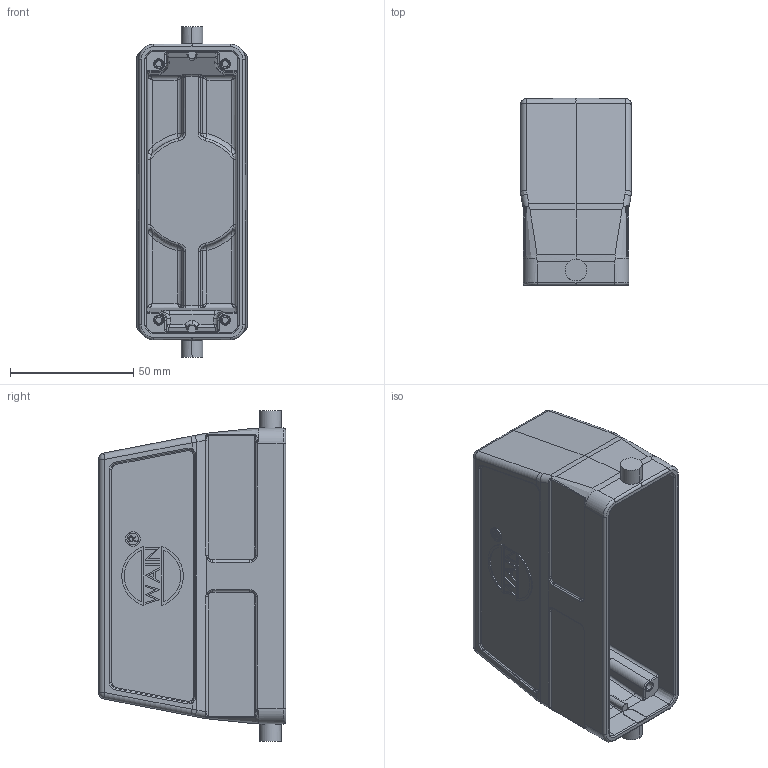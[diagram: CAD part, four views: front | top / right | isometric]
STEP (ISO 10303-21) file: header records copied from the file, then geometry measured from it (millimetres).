
FILE_DESCRIPTION((''),'2;1');
FILE_NAME('H24B-BEH-4B--_','2018-12-13T',('sh.ye'),(''),'PRO/ENGINEER BY PARAMETRIC TECHNOLOGY CORPORATION, 2015240','PRO/ENGINEER BY PARAMETRIC TECHNOLOGY CORPORATION, 2015240','');
FILE_SCHEMA(('AUTOMOTIVE_DESIGN { 1 0 10303 214 1 1 1 1 }'));
Length unit declared in the file: millimetre
Products named in the file (1): H24B-BEH-4B--_
Bounding box: 45 x 76 x 134 mm (x, y, z)
Volume: 96576.6 mm3; surface area: 53851.7 mm2
Topology: 1 solids, 1 shells, 671 faces, 1641 edges, 979 vertices
Faces by surface type: plane 231, cylinder 195, bspline 136, torus 61, cone 30, extrusion 10, sphere 8
Entity records: 27487 total; most frequent: CARTESIAN_POINT 12857, ORIENTED_EDGE 3226, DIRECTION 2705, EDGE_CURVE 1613, VERTEX_POINT 979, AXIS2_PLACEMENT_3D 965, VECTOR 775, LINE 765
